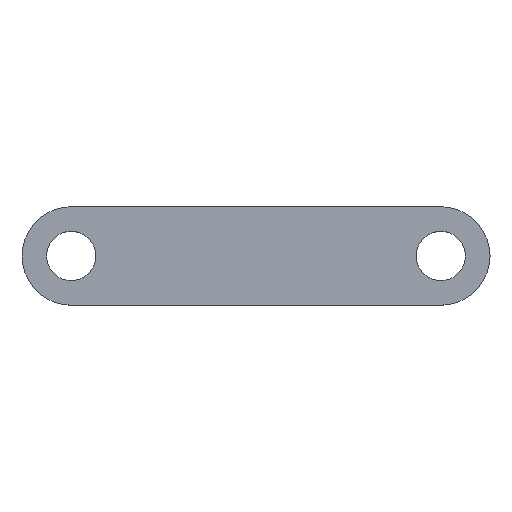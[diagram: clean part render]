
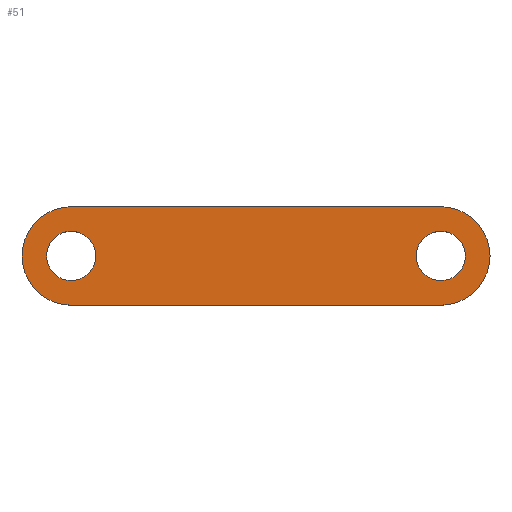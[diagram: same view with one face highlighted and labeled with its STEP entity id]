
A CAD part, top view. The second image highlights one B-rep face of the part: STEP entity #51.
In plain terms, the highlighted planar face has unit normal (0, 0, 1).
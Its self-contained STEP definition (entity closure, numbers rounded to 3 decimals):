
#1 = CARTESIAN_POINT ( 'NONE',  ( -27.448, 0., 20. ) ) ;
#3 = CIRCLE ( 'NONE', #340, 20. ) ;
#19 = LINE ( 'NONE', #199, #316 ) ;
#25 = VERTEX_POINT ( 'NONE', #224 ) ;
#27 = DIRECTION ( 'NONE',  ( 0., 0., 1. ) ) ;
#33 = CIRCLE ( 'NONE', #223, 40. ) ;
#38 = ORIENTED_EDGE ( 'NONE', *, *, #95, .T. ) ;
#40 = VERTEX_POINT ( 'NONE', #256 ) ;
#45 = LINE ( 'NONE', #321, #266 ) ;
#50 = CARTESIAN_POINT ( 'NONE',  ( 252.552, 0., 20. ) ) ;
#51 = ADVANCED_FACE ( 'NONE', ( #368, #102, #195 ), #313, .T. ) ;
#54 = CARTESIAN_POINT ( 'NONE',  ( 232.552, 0., 20. ) ) ;
#55 = EDGE_CURVE ( 'NONE', #40, #284, #45, .T. ) ;
#62 = VERTEX_POINT ( 'NONE', #229 ) ;
#71 = EDGE_CURVE ( 'NONE', #25, #184, #19, .T. ) ;
#74 = AXIS2_PLACEMENT_3D ( 'NONE', #107, #371, #169 ) ;
#88 = DIRECTION ( 'NONE',  ( 0., 0., 1. ) ) ;
#90 = ORIENTED_EDGE ( 'NONE', *, *, #110, .T. ) ;
#94 = CIRCLE ( 'NONE', #372, 40. ) ;
#95 = EDGE_CURVE ( 'NONE', #284, #25, #228, .T. ) ;
#99 = CIRCLE ( 'NONE', #170, 20. ) ;
#100 = ORIENTED_EDGE ( 'NONE', *, *, #277, .T. ) ;
#102 = FACE_BOUND ( 'NONE', #330, .T. ) ;
#107 = CARTESIAN_POINT ( 'NONE',  ( 252.552, 0., 20. ) ) ;
#110 = EDGE_CURVE ( 'NONE', #282, #149, #99, .T. ) ;
#112 = DIRECTION ( 'NONE',  ( -1., 0., 0. ) ) ;
#118 = DIRECTION ( 'NONE',  ( -1., 0., 0. ) ) ;
#142 = CARTESIAN_POINT ( 'NONE',  ( 252.552, 0., 20. ) ) ;
#144 = DIRECTION ( 'NONE',  ( 1., 0., 0. ) ) ;
#149 = VERTEX_POINT ( 'NONE', #54 ) ;
#150 = CARTESIAN_POINT ( 'NONE',  ( -47.448, 0., 20. ) ) ;
#160 = EDGE_LOOP ( 'NONE', ( #385, #167 ) ) ;
#167 = ORIENTED_EDGE ( 'NONE', *, *, #344, .T. ) ;
#168 = EDGE_CURVE ( 'NONE', #62, #250, #295, .T. ) ;
#169 = DIRECTION ( 'NONE',  ( 1., 0., 0. ) ) ;
#170 = AXIS2_PLACEMENT_3D ( 'NONE', #142, #347, #112 ) ;
#179 = DIRECTION ( 'NONE',  ( 0., 0., -1. ) ) ;
#184 = VERTEX_POINT ( 'NONE', #350 ) ;
#193 = ORIENTED_EDGE ( 'NONE', *, *, #71, .T. ) ;
#195 = FACE_OUTER_BOUND ( 'NONE', #226, .T. ) ;
#199 = CARTESIAN_POINT ( 'NONE',  ( 252.552, 40., 20. ) ) ;
#213 = ORIENTED_EDGE ( 'NONE', *, *, #375, .T. ) ;
#222 = EDGE_CURVE ( 'NONE', #184, #235, #94, .T. ) ;
#223 = AXIS2_PLACEMENT_3D ( 'NONE', #270, #88, #354 ) ;
#224 = CARTESIAN_POINT ( 'NONE',  ( 252.552, 40., 20. ) ) ;
#225 = ORIENTED_EDGE ( 'NONE', *, *, #55, .T. ) ;
#226 = EDGE_LOOP ( 'NONE', ( #38, #193, #356, #213, #225 ) ) ;
#228 = CIRCLE ( 'NONE', #251, 40. ) ;
#229 = CARTESIAN_POINT ( 'NONE',  ( -67.448, 0., 20. ) ) ;
#235 = VERTEX_POINT ( 'NONE', #322 ) ;
#240 = CIRCLE ( 'NONE', #320, 20. ) ;
#243 = CARTESIAN_POINT ( 'NONE',  ( 252.552, 0., 20. ) ) ;
#250 = VERTEX_POINT ( 'NONE', #1 ) ;
#251 = AXIS2_PLACEMENT_3D ( 'NONE', #50, #346, #144 ) ;
#256 = CARTESIAN_POINT ( 'NONE',  ( -47.448, -40., 20. ) ) ;
#263 = AXIS2_PLACEMENT_3D ( 'NONE', #303, #278, #118 ) ;
#266 = VECTOR ( 'NONE', #345, 1000. ) ;
#267 = CARTESIAN_POINT ( 'NONE',  ( -47.448, 0., 20. ) ) ;
#269 = DIRECTION ( 'NONE',  ( -1., 0., 0. ) ) ;
#270 = CARTESIAN_POINT ( 'NONE',  ( -47.448, 0., 20. ) ) ;
#277 = EDGE_CURVE ( 'NONE', #149, #282, #3, .T. ) ;
#278 = DIRECTION ( 'NONE',  ( 0., 0., -1. ) ) ;
#281 = DIRECTION ( 'NONE',  ( -1., 0., 0. ) ) ;
#282 = VERTEX_POINT ( 'NONE', #384 ) ;
#284 = VERTEX_POINT ( 'NONE', #329 ) ;
#291 = DIRECTION ( 'NONE',  ( -1., 0., 0. ) ) ;
#295 = CIRCLE ( 'NONE', #263, 20. ) ;
#303 = CARTESIAN_POINT ( 'NONE',  ( -47.448, 0., 20. ) ) ;
#313 = PLANE ( 'NONE',  #74 ) ;
#316 = VECTOR ( 'NONE', #291, 1000. ) ;
#320 = AXIS2_PLACEMENT_3D ( 'NONE', #150, #326, #281 ) ;
#321 = CARTESIAN_POINT ( 'NONE',  ( 252.552, -40., 20. ) ) ;
#322 = CARTESIAN_POINT ( 'NONE',  ( -87.448, 0., 20. ) ) ;
#326 = DIRECTION ( 'NONE',  ( 0., 0., -1. ) ) ;
#329 = CARTESIAN_POINT ( 'NONE',  ( 252.552, -40., 20. ) ) ;
#330 = EDGE_LOOP ( 'NONE', ( #100, #90 ) ) ;
#340 = AXIS2_PLACEMENT_3D ( 'NONE', #243, #179, #269 ) ;
#344 = EDGE_CURVE ( 'NONE', #250, #62, #240, .T. ) ;
#345 = DIRECTION ( 'NONE',  ( 1., 0., 0. ) ) ;
#346 = DIRECTION ( 'NONE',  ( 0., 0., 1. ) ) ;
#347 = DIRECTION ( 'NONE',  ( 0., 0., -1. ) ) ;
#350 = CARTESIAN_POINT ( 'NONE',  ( -47.448, 40., 20. ) ) ;
#354 = DIRECTION ( 'NONE',  ( 1., 0., 0. ) ) ;
#356 = ORIENTED_EDGE ( 'NONE', *, *, #222, .T. ) ;
#368 = FACE_BOUND ( 'NONE', #160, .T. ) ;
#371 = DIRECTION ( 'NONE',  ( 0., 0., 1. ) ) ;
#372 = AXIS2_PLACEMENT_3D ( 'NONE', #267, #27, #382 ) ;
#375 = EDGE_CURVE ( 'NONE', #235, #40, #33, .T. ) ;
#382 = DIRECTION ( 'NONE',  ( 1., 0., 0. ) ) ;
#384 = CARTESIAN_POINT ( 'NONE',  ( 272.552, 0., 20. ) ) ;
#385 = ORIENTED_EDGE ( 'NONE', *, *, #168, .T. ) ;
